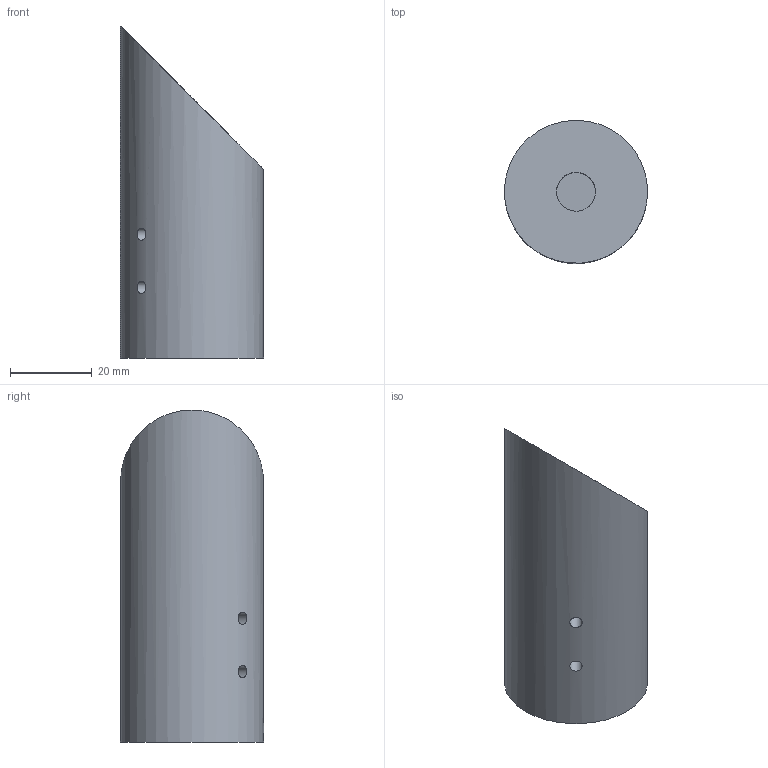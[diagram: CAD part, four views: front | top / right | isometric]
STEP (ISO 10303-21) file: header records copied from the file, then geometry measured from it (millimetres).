
FILE_DESCRIPTION(/* description */ (''),/* implementation_level */ '2;1');
FILE_NAME(/* name */ 'PPD.step',/* time_stamp */ '2020-11-25T10:12:05+01:00',/* author */ (''),/* organization */ (''),/* preprocessor_version */ 'ST-DEVELOPER v18.1',/* originating_system */ 'Autodesk Translation Framework v9.3.0.1241',/* authorisation */ '');
FILE_SCHEMA (('AUTOMOTIVE_DESIGN { 1 0 10303 214 3 1 1 }'));
Length unit declared in the file: millimetre
Products named in the file (1): PPD
Bounding box: 34.9 x 34.9 x 81 mm (x, y, z)
Volume: 58417.6 mm3; surface area: 10505.1 mm2
Topology: 1 solids, 1 shells, 9 faces, 14 edges, 10 vertices
Faces by surface type: plane 5, cylinder 4
Full cylindrical faces by diameter (mm): 3 x2, 9.5 x1, 34.9 x1
Entity records: 310 total; most frequent: CARTESIAN_POINT 102, DIRECTION 36, ORIENTED_EDGE 28, AXIS2_PLACEMENT_3D 16, EDGE_CURVE 14, EDGE_LOOP 12, VERTEX_POINT 10, FACE_OUTER_BOUND 9
